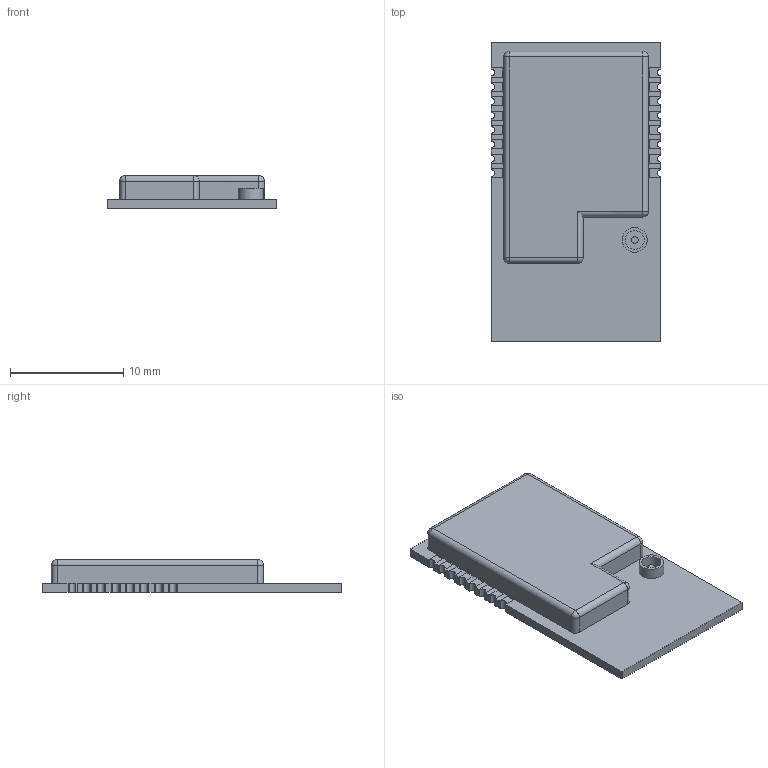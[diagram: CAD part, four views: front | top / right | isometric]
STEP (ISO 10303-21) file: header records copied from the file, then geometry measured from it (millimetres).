
FILE_DESCRIPTION(/* description */ (''),/* implementation_level */ '2;1');
FILE_NAME(/* name */ 'Ebyte_E28_module.step',/* time_stamp */ '2020-05-01T08:49:00+02:00',/* author */ (''),/* organization */ (''),/* preprocessor_version */ 'ST-DEVELOPER v18.1',/* originating_system */ 'Autodesk Translation Framework v9.2.0.1227',/* authorisation */ '');
FILE_SCHEMA (('AUTOMOTIVE_DESIGN { 1 0 10303 214 3 1 1 }'));
Length unit declared in the file: millimetre
Products named in the file (1): Ebyte_E28_module
Bounding box: 15 x 26.5 x 2.9 mm (x, y, z)
Volume: 768.5 mm3; surface area: 1498.9 mm2
Topology: 20 solids, 20 shells, 229 faces, 551 edges, 362 vertices
Faces by surface type: plane 194, cylinder 30, sphere 5
Full cylindrical faces by diameter (mm): 0.592 x1, 1.676 x1, 2.199 x1
Entity records: 6588 total; most frequent: CARTESIAN_POINT 1143, ORIENTED_EDGE 1102, DIRECTION 1070, EDGE_CURVE 551, LINE 492, VECTOR 492, VERTEX_POINT 362, AXIS2_PLACEMENT_3D 289
